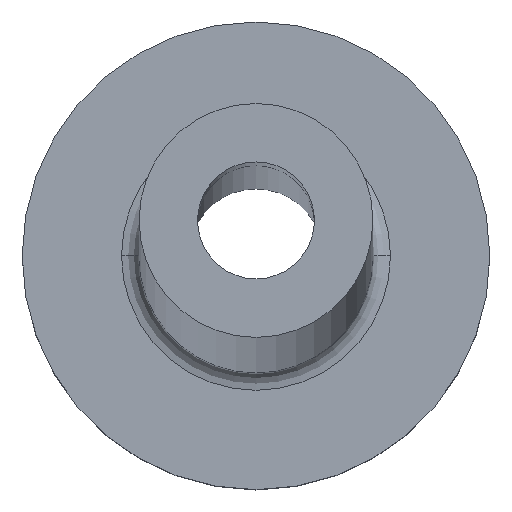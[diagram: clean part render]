
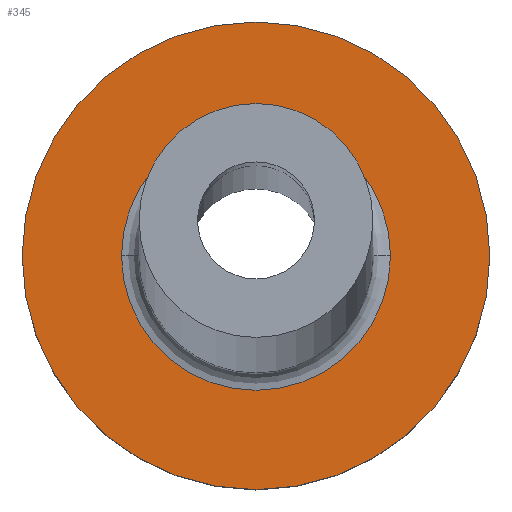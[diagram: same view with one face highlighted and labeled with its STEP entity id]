
A CAD part, top view. The second image highlights one B-rep face of the part: STEP entity #345.
In plain terms, the highlighted planar face has unit normal (0, 0, 1).
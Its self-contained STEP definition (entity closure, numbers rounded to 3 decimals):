
#5 = ORIENTED_EDGE ( 'NONE', *, *, #39, .T. ) ;
#9 = AXIS2_PLACEMENT_3D ( 'NONE', #196, #86, #199 ) ;
#16 = AXIS2_PLACEMENT_3D ( 'NONE', #458, #206, #332 ) ;
#32 = CIRCLE ( 'NONE', #400, 2.3 ) ;
#39 = EDGE_CURVE ( 'NONE', #420, #456, #32, .T. ) ;
#42 = ORIENTED_EDGE ( 'NONE', *, *, #90, .T. ) ;
#46 = AXIS2_PLACEMENT_3D ( 'NONE', #51, #134, #334 ) ;
#51 = CARTESIAN_POINT ( 'NONE',  ( 0., 0., 3. ) ) ;
#60 = ORIENTED_EDGE ( 'NONE', *, *, #314, .T. ) ;
#86 = DIRECTION ( 'NONE',  ( 0., 0., -1. ) ) ;
#90 = EDGE_CURVE ( 'NONE', #456, #420, #243, .T. ) ;
#97 = DIRECTION ( 'NONE',  ( 1., 0., 0. ) ) ;
#106 = EDGE_CURVE ( 'NONE', #390, #366, #343, .T. ) ;
#113 = AXIS2_PLACEMENT_3D ( 'NONE', #156, #286, #189 ) ;
#134 = DIRECTION ( 'NONE',  ( 0., 0., 1. ) ) ;
#156 = CARTESIAN_POINT ( 'NONE',  ( 0., 0., 3. ) ) ;
#189 = DIRECTION ( 'NONE',  ( 1., 0., 0. ) ) ;
#196 = CARTESIAN_POINT ( 'NONE',  ( 0., 0., 3. ) ) ;
#199 = DIRECTION ( 'NONE',  ( 1., 0., 0. ) ) ;
#203 = CARTESIAN_POINT ( 'NONE',  ( 4., 0., 3. ) ) ;
#206 = DIRECTION ( 'NONE',  ( 0., 0., 1. ) ) ;
#213 = CARTESIAN_POINT ( 'NONE',  ( -2.3, 0., 3. ) ) ;
#228 = CARTESIAN_POINT ( 'NONE',  ( 0., 0., 3. ) ) ;
#243 = CIRCLE ( 'NONE', #9, 2.3 ) ;
#263 = CARTESIAN_POINT ( 'NONE',  ( -4., 0., 3. ) ) ;
#265 = CIRCLE ( 'NONE', #113, 4. ) ;
#270 = FACE_OUTER_BOUND ( 'NONE', #276, .T. ) ;
#276 = EDGE_LOOP ( 'NONE', ( #394, #60 ) ) ;
#280 = CARTESIAN_POINT ( 'NONE',  ( 2.3, 0., 3. ) ) ;
#286 = DIRECTION ( 'NONE',  ( 0., 0., 1. ) ) ;
#314 = EDGE_CURVE ( 'NONE', #366, #390, #265, .T. ) ;
#326 = DIRECTION ( 'NONE',  ( 0., 0., -1. ) ) ;
#332 = DIRECTION ( 'NONE',  ( 1., 0., 0. ) ) ;
#334 = DIRECTION ( 'NONE',  ( 1., 0., 0. ) ) ;
#338 = FACE_BOUND ( 'NONE', #351, .T. ) ;
#343 = CIRCLE ( 'NONE', #46, 4. ) ;
#345 = ADVANCED_FACE ( 'NONE', ( #338, #270 ), #377, .T. ) ;
#351 = EDGE_LOOP ( 'NONE', ( #42, #5 ) ) ;
#366 = VERTEX_POINT ( 'NONE', #203 ) ;
#377 = PLANE ( 'NONE',  #16 ) ;
#390 = VERTEX_POINT ( 'NONE', #263 ) ;
#394 = ORIENTED_EDGE ( 'NONE', *, *, #106, .T. ) ;
#400 = AXIS2_PLACEMENT_3D ( 'NONE', #228, #326, #97 ) ;
#420 = VERTEX_POINT ( 'NONE', #213 ) ;
#456 = VERTEX_POINT ( 'NONE', #280 ) ;
#458 = CARTESIAN_POINT ( 'NONE',  ( 0., 0., 3. ) ) ;
